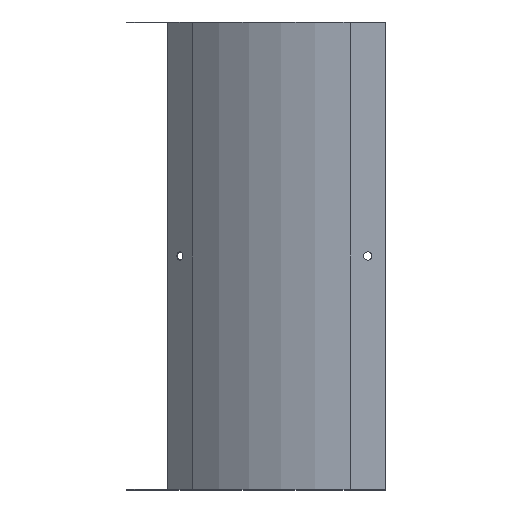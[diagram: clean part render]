
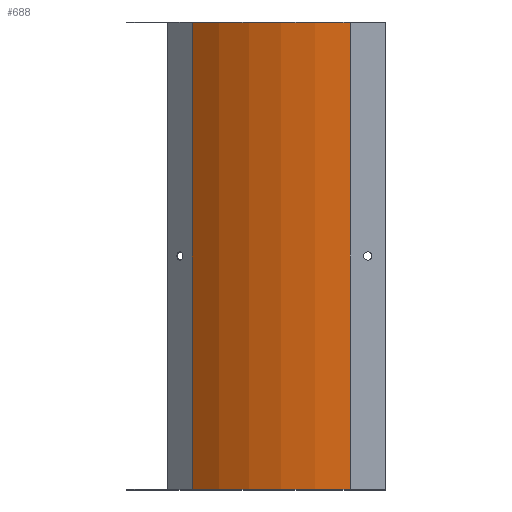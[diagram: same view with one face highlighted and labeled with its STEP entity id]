
A CAD part, left-side view. The second image highlights one B-rep face of the part: STEP entity #688.
In plain terms, the highlighted cylindrical face has radius 190.8 mm (diameter 381.6 mm), a partial arc.
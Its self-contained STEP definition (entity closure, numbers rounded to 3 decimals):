
#46 = VERTEX_POINT ( 'NONE', #1126 ) ;
#92 = AXIS2_PLACEMENT_3D ( 'NONE', #1086, #1085, #1084 ) ;
#117 = AXIS2_PLACEMENT_3D ( 'NONE', #1241, #1238, #1237 ) ;
#131 = EDGE_CURVE ( 'NONE', #719, #725, #790, .T. ) ;
#150 = EDGE_CURVE ( 'NONE', #727, #725, #819, .T. ) ;
#183 = EDGE_CURVE ( 'NONE', #46, #719, #269, .T. ) ;
#216 = EDGE_CURVE ( 'NONE', #46, #727, #311, .T. ) ;
#254 = AXIS2_PLACEMENT_3D ( 'NONE', #517, #527, #509 ) ;
#269 = LINE ( 'NONE', #1206, #281 ) ;
#281 = VECTOR ( 'NONE', #1196, 1000. ) ;
#311 = CIRCLE ( 'NONE', #92, 190.8 ) ;
#377 = FACE_OUTER_BOUND ( 'NONE', #728, .T. ) ;
#387 = CYLINDRICAL_SURFACE ( 'NONE', #254, 190.8 ) ;
#439 = CARTESIAN_POINT ( 'NONE',  ( 49.2, 30.048, -398.4 ) ) ;
#441 = CARTESIAN_POINT ( 'NONE',  ( 49.2, 30.048, 0. ) ) ;
#447 = CARTESIAN_POINT ( 'NONE',  ( 105.084, 164.964, 0. ) ) ;
#509 = DIRECTION ( 'NONE',  ( 1., 0., 0. ) ) ;
#517 = CARTESIAN_POINT ( 'NONE',  ( 240., 30.048, -399.2 ) ) ;
#527 = DIRECTION ( 'NONE',  ( 0., 0., 1. ) ) ;
#550 = ORIENTED_EDGE ( 'NONE', *, *, #150, .T. ) ;
#554 = ORIENTED_EDGE ( 'NONE', *, *, #131, .F. ) ;
#555 = ORIENTED_EDGE ( 'NONE', *, *, #183, .F. ) ;
#610 = ORIENTED_EDGE ( 'NONE', *, *, #216, .T. ) ;
#688 = ADVANCED_FACE ( 'NONE', ( #377 ), #387, .T. ) ;
#719 = VERTEX_POINT ( 'NONE', #447 ) ;
#725 = VERTEX_POINT ( 'NONE', #441 ) ;
#727 = VERTEX_POINT ( 'NONE', #439 ) ;
#728 = EDGE_LOOP ( 'NONE', ( #555, #610, #550, #554 ) ) ;
#790 = CIRCLE ( 'NONE', #117, 190.8 ) ;
#819 = LINE ( 'NONE', #1172, #824 ) ;
#824 = VECTOR ( 'NONE', #1059, 1000. ) ;
#1059 = DIRECTION ( 'NONE',  ( 0., 0., 1. ) ) ;
#1084 = DIRECTION ( 'NONE',  ( 1., 0., 0. ) ) ;
#1085 = DIRECTION ( 'NONE',  ( 0., 0., 1. ) ) ;
#1086 = CARTESIAN_POINT ( 'NONE',  ( 240., 30.048, -398.4 ) ) ;
#1126 = CARTESIAN_POINT ( 'NONE',  ( 105.084, 164.964, -398.4 ) ) ;
#1172 = CARTESIAN_POINT ( 'NONE',  ( 49.2, 30.048, -399.2 ) ) ;
#1196 = DIRECTION ( 'NONE',  ( 0., 0., 1. ) ) ;
#1206 = CARTESIAN_POINT ( 'NONE',  ( 105.084, 164.964, -399.2 ) ) ;
#1237 = DIRECTION ( 'NONE',  ( -1., 0., 0. ) ) ;
#1238 = DIRECTION ( 'NONE',  ( 0., 0., 1. ) ) ;
#1241 = CARTESIAN_POINT ( 'NONE',  ( 240., 30.048, 0. ) ) ;
